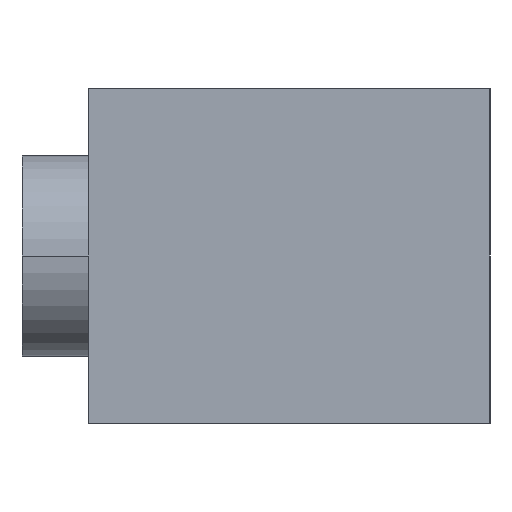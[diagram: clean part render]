
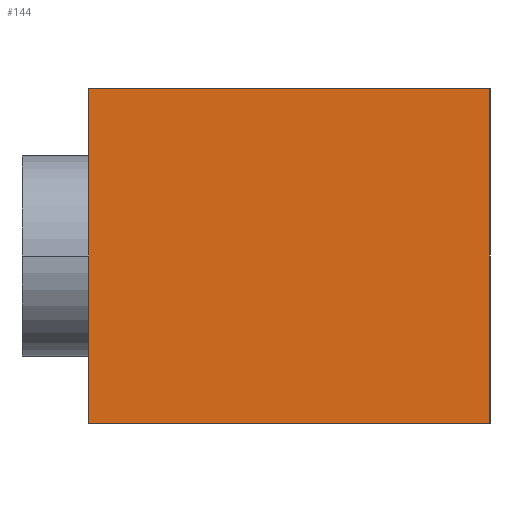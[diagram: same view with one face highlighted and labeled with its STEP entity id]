
A CAD part, left-side view. The second image highlights one B-rep face of the part: STEP entity #144.
In plain terms, the highlighted planar face has unit normal (-1, 0, 0).
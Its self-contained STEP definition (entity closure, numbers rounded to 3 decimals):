
#144=ADVANCED_FACE('',(#290),#291,.F.);
#290=FACE_OUTER_BOUND('',#435,.T.);
#291=PLANE('',#436);
#435=EDGE_LOOP('',(#751,#752,#753,#754));
#436=AXIS2_PLACEMENT_3D('',#755,#756,#757);
#751=ORIENTED_EDGE('',*,*,#908,.T.);
#752=ORIENTED_EDGE('',*,*,#902,.F.);
#753=ORIENTED_EDGE('',*,*,#905,.F.);
#754=ORIENTED_EDGE('',*,*,#897,.F.);
#755=CARTESIAN_POINT('',(-4.0,4.8,0.0));
#756=DIRECTION('',(1.0,0.0,0.0));
#757=DIRECTION('',(0.0,0.0,-1.0));
#897=EDGE_CURVE('',#1072,#1074,#1075,.T.);
#902=EDGE_CURVE('',#1081,#1083,#1084,.T.);
#905=EDGE_CURVE('',#1074,#1081,#1087,.T.);
#908=EDGE_CURVE('',#1072,#1083,#1090,.T.);
#1072=VERTEX_POINT('',#1279);
#1074=VERTEX_POINT('',#1282);
#1075=LINE('',#1283,#1284);
#1081=VERTEX_POINT('',#1292);
#1083=VERTEX_POINT('',#1295);
#1084=LINE('',#1296,#1297);
#1087=LINE('',#1301,#1302);
#1090=LINE('',#1306,#1307);
#1279=CARTESIAN_POINT('',(-4.0,9.6,4.0));
#1282=CARTESIAN_POINT('',(-4.0,0.0,4.0));
#1283=CARTESIAN_POINT('',(-4.0,4.8,4.0));
#1284=VECTOR('',#1482,1.0);
#1292=CARTESIAN_POINT('',(-4.0,0.0,-4.0));
#1295=CARTESIAN_POINT('',(-4.0,9.6,-4.0));
#1296=CARTESIAN_POINT('',(-4.0,4.8,-4.0));
#1297=VECTOR('',#1486,1.0);
#1301=CARTESIAN_POINT('',(-4.0,0.0,0.0));
#1302=VECTOR('',#1488,1.0);
#1306=CARTESIAN_POINT('',(-4.0,9.6,0.0));
#1307=VECTOR('',#1490,1.0);
#1482=DIRECTION('',(0.0,-1.0,0.0));
#1486=DIRECTION('',(0.0,1.0,0.0));
#1488=DIRECTION('',(0.0,0.0,-1.0));
#1490=DIRECTION('',(0.0,0.0,-1.0));
